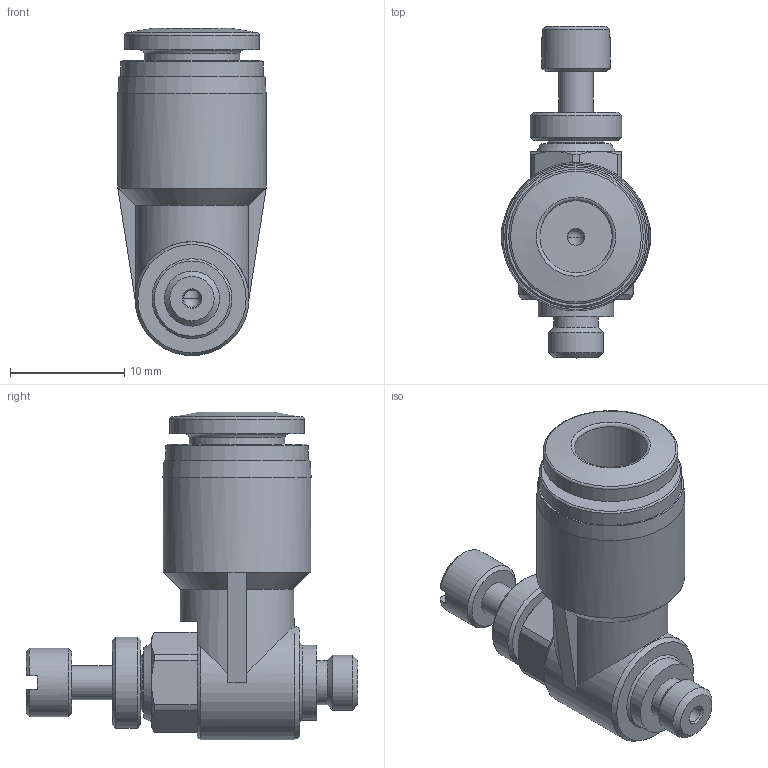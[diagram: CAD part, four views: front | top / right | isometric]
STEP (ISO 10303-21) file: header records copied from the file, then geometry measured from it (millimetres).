
FILE_DESCRIPTION(/* description */ ('STEP AP214'),/* implementation_level */ '2;1');
FILE_NAME(/* name */ '564842_GRLA-10-32-UNF-QB-1_4-U',/* time_stamp */ '2024-08-28T21:21:03+02:00',/* author */ ('License CC BY-ND 4.0'),/* organization */ ('CADENAS'),/* preprocessor_version */ 'ST-DEVELOPER v19.3',/* originating_system */ 'PARTsolutions',/* authorisation */ ' ');
FILE_SCHEMA (('AUTOMOTIVE_DESIGN {1 0 10303 214 3 1 1}'));
Length unit declared in the file: millimetre
Products named in the file (1): 564842 GRLA-10-32-UNF-QB-1/4-U---(29.1)
Bounding box: 13 x 29.1 x 28.7 mm (x, y, z)
Volume: 2940.4 mm3; surface area: 2252 mm2
Topology: 1 solids, 1 shells, 86 faces, 192 edges, 118 vertices
Faces by surface type: plane 35, cone 24, cylinder 23, torus 3, sphere 1
Full cylindrical faces by diameter (mm): 1.5 x2, 3 x1, 3.881 x1, 4.826 x1, 5 x1, 6 x1, 6.35 x1, 6.6 x1, 8 x1, 8.35 x1, 10 x1, 11.8 x1, 12.5 x1, 13 x1
Entity records: 2851 total; most frequent: CARTESIAN_POINT 437, DIRECTION 393, ORIENTED_EDGE 312, AXIS2_PLACEMENT_3D 173, EDGE_CURVE 156, EDGE_LOOP 130, FACE_BOUND 130, VERTEX_POINT 114
